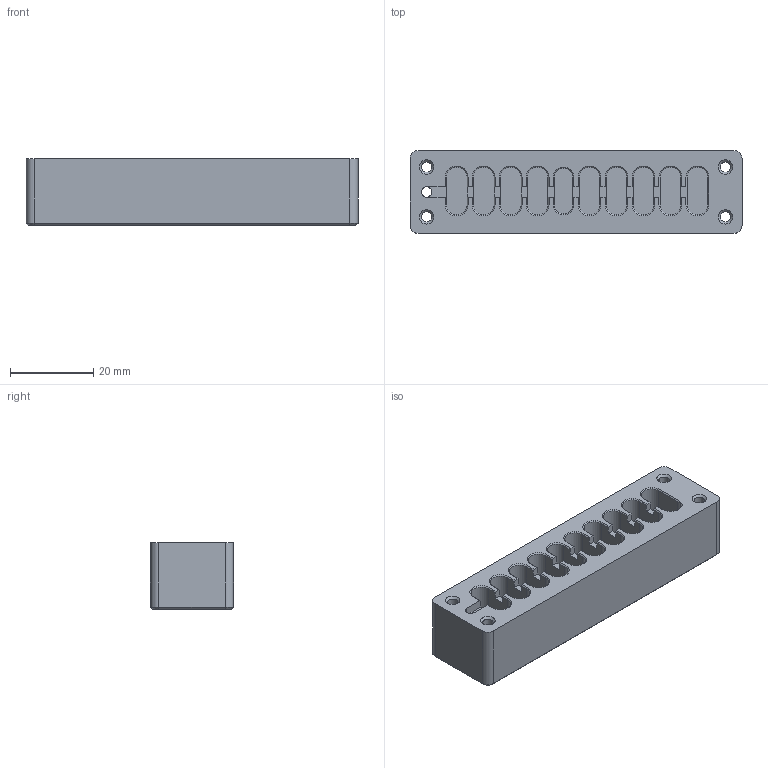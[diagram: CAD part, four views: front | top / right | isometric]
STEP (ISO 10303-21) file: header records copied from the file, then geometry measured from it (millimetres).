
FILE_DESCRIPTION(('FreeCAD Model'),'2;1');
FILE_NAME('Open CASCADE Shape Model','2023-12-30T14:37:05',('Author'),( ''),'Open CASCADE STEP processor 7.5','FreeCAD','Unknown');
FILE_SCHEMA(('AUTOMOTIVE_DESIGN { 1 0 10303 214 1 1 1 1 }'));
Length unit declared in the file: millimetre
Products named in the file (1): Body
Bounding box: 80 x 20 x 16 mm (x, y, z)
Volume: 17828.4 mm3; surface area: 10783.7 mm2
Topology: 1 solids, 1 shells, 172 faces, 454 edges, 284 vertices
Faces by surface type: plane 115, cylinder 29, cone 28
Full cylindrical faces by diameter (mm): 2.5 x5
Entity records: 11215 total; most frequent: CARTESIAN_POINT 1921, DIRECTION 1781, LINE 1210, VECTOR 1210, ORIENTED_EDGE 908, PCURVE 908, DEFINITIONAL_REPRESENTATION 908, EDGE_CURVE 454
